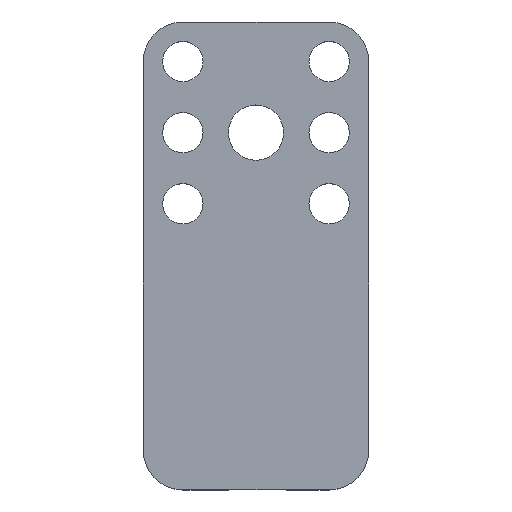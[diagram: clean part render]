
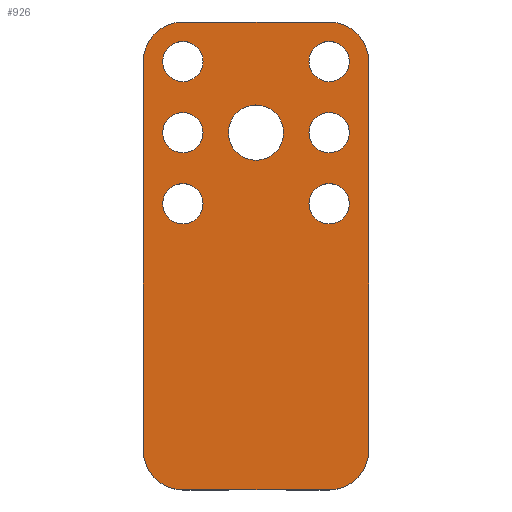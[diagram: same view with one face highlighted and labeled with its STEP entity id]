
A CAD part, top view. The second image highlights one B-rep face of the part: STEP entity #926.
In plain terms, the highlighted planar face has unit normal (0, 0, 1).
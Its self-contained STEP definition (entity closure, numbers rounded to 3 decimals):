
#23=FACE_BOUND('',#188,.T.);
#24=FACE_BOUND('',#189,.T.);
#25=FACE_BOUND('',#190,.T.);
#26=FACE_BOUND('',#191,.T.);
#27=FACE_BOUND('',#192,.T.);
#28=FACE_BOUND('',#193,.T.);
#29=FACE_BOUND('',#194,.T.);
#74=CIRCLE('',#1001,3.5);
#75=CIRCLE('',#1003,2.55);
#76=CIRCLE('',#1005,2.55);
#77=CIRCLE('',#1007,2.55);
#78=CIRCLE('',#1009,2.55);
#79=CIRCLE('',#1011,2.55);
#80=CIRCLE('',#1013,2.55);
#81=CIRCLE('',#1016,5.);
#82=CIRCLE('',#1019,5.);
#83=CIRCLE('',#1022,5.);
#84=CIRCLE('',#1025,5.);
#131=FACE_OUTER_BOUND('',#187,.T.);
#187=EDGE_LOOP('',(#830,#831,#832,#833,#834,#835,#836,#837));
#188=EDGE_LOOP('',(#838));
#189=EDGE_LOOP('',(#839));
#190=EDGE_LOOP('',(#840));
#191=EDGE_LOOP('',(#841));
#192=EDGE_LOOP('',(#842));
#193=EDGE_LOOP('',(#843));
#194=EDGE_LOOP('',(#844));
#274=LINE('',#1523,#365);
#278=LINE('',#1532,#369);
#281=LINE('',#1540,#372);
#285=LINE('',#1549,#376);
#365=VECTOR('',#1254,10.);
#369=VECTOR('',#1264,10.);
#372=VECTOR('',#1273,10.);
#376=VECTOR('',#1283,10.);
#447=VERTEX_POINT('',#1493);
#448=VERTEX_POINT('',#1497);
#449=VERTEX_POINT('',#1501);
#450=VERTEX_POINT('',#1505);
#451=VERTEX_POINT('',#1509);
#452=VERTEX_POINT('',#1513);
#453=VERTEX_POINT('',#1517);
#454=VERTEX_POINT('',#1521);
#455=VERTEX_POINT('',#1522);
#456=VERTEX_POINT('',#1527);
#457=VERTEX_POINT('',#1531);
#458=VERTEX_POINT('',#1535);
#459=VERTEX_POINT('',#1539);
#460=VERTEX_POINT('',#1544);
#461=VERTEX_POINT('',#1548);
#561=EDGE_CURVE('',#447,#447,#74,.T.);
#563=EDGE_CURVE('',#448,#448,#75,.T.);
#565=EDGE_CURVE('',#449,#449,#76,.T.);
#567=EDGE_CURVE('',#450,#450,#77,.T.);
#569=EDGE_CURVE('',#451,#451,#78,.T.);
#571=EDGE_CURVE('',#452,#452,#79,.T.);
#573=EDGE_CURVE('',#453,#453,#80,.T.);
#574=EDGE_CURVE('',#454,#455,#274,.T.);
#577=EDGE_CURVE('',#455,#456,#81,.T.);
#579=EDGE_CURVE('',#456,#457,#278,.T.);
#581=EDGE_CURVE('',#457,#458,#82,.T.);
#583=EDGE_CURVE('',#458,#459,#281,.T.);
#586=EDGE_CURVE('',#459,#460,#83,.T.);
#588=EDGE_CURVE('',#461,#460,#285,.T.);
#590=EDGE_CURVE('',#461,#454,#84,.T.);
#830=ORIENTED_EDGE('',*,*,#590,.T.);
#831=ORIENTED_EDGE('',*,*,#574,.T.);
#832=ORIENTED_EDGE('',*,*,#577,.T.);
#833=ORIENTED_EDGE('',*,*,#579,.T.);
#834=ORIENTED_EDGE('',*,*,#581,.T.);
#835=ORIENTED_EDGE('',*,*,#583,.T.);
#836=ORIENTED_EDGE('',*,*,#586,.T.);
#837=ORIENTED_EDGE('',*,*,#588,.F.);
#838=ORIENTED_EDGE('',*,*,#573,.T.);
#839=ORIENTED_EDGE('',*,*,#571,.T.);
#840=ORIENTED_EDGE('',*,*,#569,.T.);
#841=ORIENTED_EDGE('',*,*,#567,.T.);
#842=ORIENTED_EDGE('',*,*,#565,.T.);
#843=ORIENTED_EDGE('',*,*,#563,.T.);
#844=ORIENTED_EDGE('',*,*,#561,.T.);
#878=PLANE('',#1026);
#926=ADVANCED_FACE('',(#131,#23,#24,#25,#26,#27,#28,#29),#878,.T.);
#1001=AXIS2_PLACEMENT_3D('',#1495,#1220,#1221);
#1003=AXIS2_PLACEMENT_3D('',#1499,#1225,#1226);
#1005=AXIS2_PLACEMENT_3D('',#1503,#1230,#1231);
#1007=AXIS2_PLACEMENT_3D('',#1507,#1235,#1236);
#1009=AXIS2_PLACEMENT_3D('',#1511,#1240,#1241);
#1011=AXIS2_PLACEMENT_3D('',#1515,#1245,#1246);
#1013=AXIS2_PLACEMENT_3D('',#1519,#1250,#1251);
#1016=AXIS2_PLACEMENT_3D('',#1528,#1259,#1260);
#1019=AXIS2_PLACEMENT_3D('',#1536,#1268,#1269);
#1022=AXIS2_PLACEMENT_3D('',#1545,#1278,#1279);
#1025=AXIS2_PLACEMENT_3D('',#1552,#1287,#1288);
#1026=AXIS2_PLACEMENT_3D('',#1553,#1289,#1290);
#1220=DIRECTION('center_axis',(0.,0.,-1.));
#1221=DIRECTION('ref_axis',(1.,0.,0.));
#1225=DIRECTION('center_axis',(0.,0.,-1.));
#1226=DIRECTION('ref_axis',(1.,0.,0.));
#1230=DIRECTION('center_axis',(0.,0.,-1.));
#1231=DIRECTION('ref_axis',(1.,0.,0.));
#1235=DIRECTION('center_axis',(0.,0.,-1.));
#1236=DIRECTION('ref_axis',(1.,0.,0.));
#1240=DIRECTION('center_axis',(0.,0.,-1.));
#1241=DIRECTION('ref_axis',(1.,0.,0.));
#1245=DIRECTION('center_axis',(0.,0.,-1.));
#1246=DIRECTION('ref_axis',(1.,0.,0.));
#1250=DIRECTION('center_axis',(0.,0.,-1.));
#1251=DIRECTION('ref_axis',(1.,0.,0.));
#1254=DIRECTION('',(-1.,0.,0.));
#1259=DIRECTION('center_axis',(0.,0.,1.));
#1260=DIRECTION('ref_axis',(0.,1.,0.));
#1264=DIRECTION('',(0.,-1.,0.));
#1268=DIRECTION('center_axis',(0.,0.,1.));
#1269=DIRECTION('ref_axis',(-1.,0.,0.));
#1273=DIRECTION('',(1.,0.,0.));
#1278=DIRECTION('center_axis',(0.,0.,1.));
#1279=DIRECTION('ref_axis',(0.,-1.,0.));
#1283=DIRECTION('',(0.,-1.,0.));
#1287=DIRECTION('center_axis',(0.,0.,1.));
#1288=DIRECTION('ref_axis',(1.,0.,0.));
#1289=DIRECTION('center_axis',(0.,0.,1.));
#1290=DIRECTION('ref_axis',(1.,0.,0.));
#1493=CARTESIAN_POINT('',(4.8,43.3,5.2));
#1495=CARTESIAN_POINT('Origin',(8.3,43.3,5.2));
#1497=CARTESIAN_POINT('',(15.,34.3,5.2));
#1499=CARTESIAN_POINT('Origin',(17.55,34.3,5.2));
#1501=CARTESIAN_POINT('',(-3.5,52.3,5.2));
#1503=CARTESIAN_POINT('Origin',(-0.95,52.3,5.2));
#1505=CARTESIAN_POINT('',(15.,43.3,5.2));
#1507=CARTESIAN_POINT('Origin',(17.55,43.3,5.2));
#1509=CARTESIAN_POINT('',(15.,52.3,5.2));
#1511=CARTESIAN_POINT('Origin',(17.55,52.3,5.2));
#1513=CARTESIAN_POINT('',(-3.5,34.3,5.2));
#1515=CARTESIAN_POINT('Origin',(-0.95,34.3,5.2));
#1517=CARTESIAN_POINT('',(-3.5,43.3,5.2));
#1519=CARTESIAN_POINT('Origin',(-0.95,43.3,5.2));
#1521=CARTESIAN_POINT('',(17.55,57.3,5.2));
#1522=CARTESIAN_POINT('',(-0.95,57.3,5.2));
#1523=CARTESIAN_POINT('',(17.55,57.3,5.2));
#1527=CARTESIAN_POINT('',(-5.95,52.3,5.2));
#1528=CARTESIAN_POINT('Origin',(-0.95,52.3,5.2));
#1531=CARTESIAN_POINT('',(-5.95,3.1,5.2));
#1532=CARTESIAN_POINT('',(-5.95,52.3,5.2));
#1535=CARTESIAN_POINT('',(-0.95,-1.9,5.2));
#1536=CARTESIAN_POINT('Origin',(-0.95,3.1,5.2));
#1539=CARTESIAN_POINT('',(17.55,-1.9,5.2));
#1540=CARTESIAN_POINT('',(-0.95,-1.9,5.2));
#1544=CARTESIAN_POINT('',(22.55,3.1,5.2));
#1545=CARTESIAN_POINT('Origin',(17.55,3.1,5.2));
#1548=CARTESIAN_POINT('',(22.55,52.3,5.2));
#1549=CARTESIAN_POINT('',(22.55,52.3,5.2));
#1552=CARTESIAN_POINT('Origin',(17.55,52.3,5.2));
#1553=CARTESIAN_POINT('Origin',(8.3,27.7,5.2));
